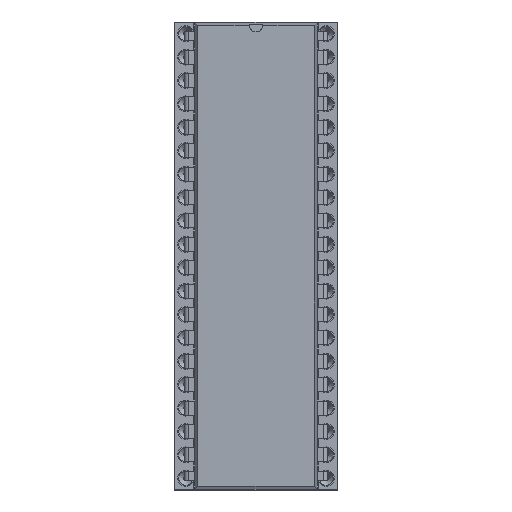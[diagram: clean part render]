
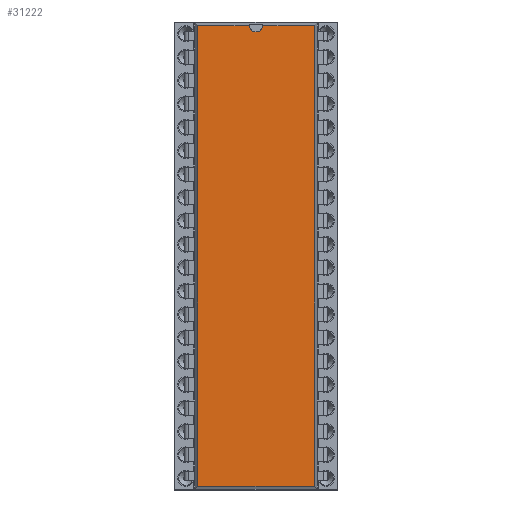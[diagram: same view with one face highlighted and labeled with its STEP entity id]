
A CAD part, top view. The second image highlights one B-rep face of the part: STEP entity #31222.
In plain terms, the highlighted planar face has unit normal (0, 0, 1).
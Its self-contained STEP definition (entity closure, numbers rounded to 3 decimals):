
#22798 = VERTEX_POINT('',#22799);
#22799 = CARTESIAN_POINT('',(13.952,0.871,3.68));
#22804 = EDGE_CURVE('',#22805,#22798,#22807,.T.);
#22805 = VERTEX_POINT('',#22806);
#22806 = CARTESIAN_POINT('',(13.952,-49.131,3.68));
#22807 = LINE('',#22808,#22809);
#22808 = CARTESIAN_POINT('',(13.952,-49.131,3.68));
#22809 = VECTOR('',#22810,1.);
#22810 = DIRECTION('',(0.,1.,0.));
#26764 = VERTEX_POINT('',#26765);
#26765 = CARTESIAN_POINT('',(1.288,0.871,3.68));
#26770 = EDGE_CURVE('',#26771,#26764,#26773,.T.);
#26771 = VERTEX_POINT('',#26772);
#26772 = CARTESIAN_POINT('',(6.874,0.871,3.68));
#26773 = LINE('',#26774,#26775);
#26774 = CARTESIAN_POINT('',(13.952,0.871,3.68));
#26775 = VECTOR('',#26776,1.);
#26776 = DIRECTION('',(-1.,0.,0.));
#26991 = VERTEX_POINT('',#26992);
#26992 = CARTESIAN_POINT('',(8.366,0.871,3.68));
#27096 = EDGE_CURVE('',#22798,#26991,#27097,.T.);
#27097 = LINE('',#27098,#27099);
#27098 = CARTESIAN_POINT('',(13.952,0.871,3.68));
#27099 = VECTOR('',#27100,1.);
#27100 = DIRECTION('',(-1.,0.,0.));
#27252 = VERTEX_POINT('',#27253);
#27253 = CARTESIAN_POINT('',(1.288,-49.131,3.68));
#27258 = EDGE_CURVE('',#26764,#27252,#27259,.T.);
#27259 = LINE('',#27260,#27261);
#27260 = CARTESIAN_POINT('',(1.288,0.871,3.68));
#27261 = VECTOR('',#27262,1.);
#27262 = DIRECTION('',(0.,-1.,0.));
#31211 = EDGE_CURVE('',#27252,#22805,#31212,.T.);
#31212 = LINE('',#31213,#31214);
#31213 = CARTESIAN_POINT('',(1.288,-49.131,3.68));
#31214 = VECTOR('',#31215,1.);
#31215 = DIRECTION('',(1.,0.,0.));
#31222 = ADVANCED_FACE('',(#31223),#31246,.F.);
#31223 = FACE_BOUND('',#31224,.F.);
#31224 = EDGE_LOOP('',(#31225,#31226,#31227,#31228,#31229,#31238,#31245)
  );
#31225 = ORIENTED_EDGE('',*,*,#22804,.F.);
#31226 = ORIENTED_EDGE('',*,*,#31211,.F.);
#31227 = ORIENTED_EDGE('',*,*,#27258,.F.);
#31228 = ORIENTED_EDGE('',*,*,#26770,.F.);
#31229 = ORIENTED_EDGE('',*,*,#31230,.F.);
#31230 = EDGE_CURVE('',#31231,#26771,#31233,.T.);
#31231 = VERTEX_POINT('',#31232);
#31232 = CARTESIAN_POINT('',(7.62,0.196,3.68));
#31233 = CIRCLE('',#31234,0.75);
#31234 = AXIS2_PLACEMENT_3D('',#31235,#31236,#31237);
#31235 = CARTESIAN_POINT('',(7.62,0.946,3.68));
#31236 = DIRECTION('',(0.,-0.,-1.));
#31237 = DIRECTION('',(0.,-1.,0.));
#31238 = ORIENTED_EDGE('',*,*,#31239,.F.);
#31239 = EDGE_CURVE('',#26991,#31231,#31240,.T.);
#31240 = CIRCLE('',#31241,0.75);
#31241 = AXIS2_PLACEMENT_3D('',#31242,#31243,#31244);
#31242 = CARTESIAN_POINT('',(7.62,0.946,3.68));
#31243 = DIRECTION('',(0.,-0.,-1.));
#31244 = DIRECTION('',(0.,-1.,0.));
#31245 = ORIENTED_EDGE('',*,*,#27096,.F.);
#31246 = PLANE('',#31247);
#31247 = AXIS2_PLACEMENT_3D('',#31248,#31249,#31250);
#31248 = CARTESIAN_POINT('',(13.952,-49.131,3.68));
#31249 = DIRECTION('',(-0.,0.,-1.));
#31250 = DIRECTION('',(-0.246,0.969,0.));
